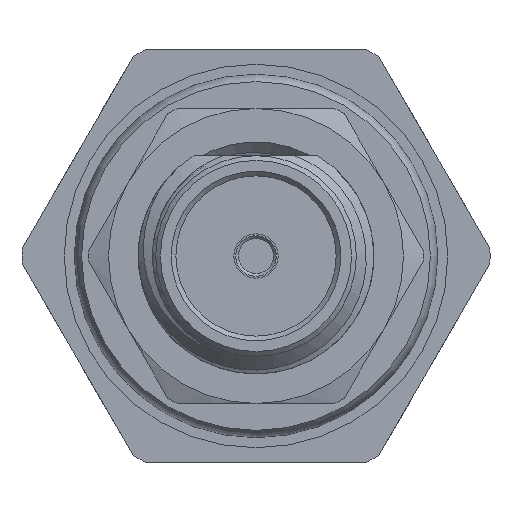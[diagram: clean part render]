
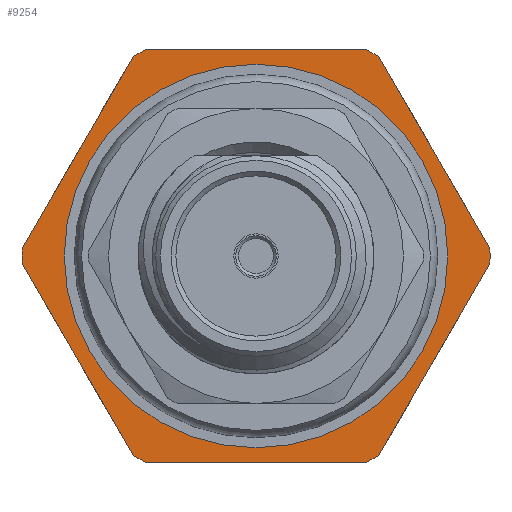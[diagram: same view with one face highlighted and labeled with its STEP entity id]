
A CAD part, left-side view. The second image highlights one B-rep face of the part: STEP entity #9254.
In plain terms, the highlighted planar face has unit normal (-1, 0, 0).
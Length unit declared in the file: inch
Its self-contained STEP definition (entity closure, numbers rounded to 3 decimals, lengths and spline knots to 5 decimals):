
#176 = VERTEX_POINT ( 'NONE', #1071 ) ;
#324 = EDGE_CURVE ( 'NONE', #3861, #5067, #938, .T. ) ;
#459 = EDGE_CURVE ( 'NONE', #3861, #4557, #15553, .T. ) ;
#480 = VERTEX_POINT ( 'NONE', #10107 ) ;
#555 = DIRECTION ( 'NONE',  ( 0., 0., -1. ) ) ;
#561 = CARTESIAN_POINT ( 'NONE',  ( 0.41667, 0.11742, -0.21875 ) ) ;
#786 = AXIS2_PLACEMENT_3D ( 'NONE', #12744, #9443, #555 ) ;
#862 = EDGE_CURVE ( 'NONE', #480, #480, #2329, .T. ) ;
#938 = CIRCLE ( 'NONE', #786, 0.24827 ) ;
#1071 = CARTESIAN_POINT ( 'NONE',  ( 0.41667, 0.11742, 0.21875 ) ) ;
#1126 = DIRECTION ( 'NONE',  ( 1., 0., 0. ) ) ;
#1236 = AXIS2_PLACEMENT_3D ( 'NONE', #21924, #16618, #11350 ) ;
#1242 = PLANE ( 'NONE',  #18442 ) ;
#1825 = DIRECTION ( 'NONE',  ( 1., 0., 0. ) ) ;
#1955 = EDGE_CURVE ( 'NONE', #22534, #176, #16398, .T. ) ;
#2030 = CARTESIAN_POINT ( 'NONE',  ( 0.41667, -0.24815, 0.00769 ) ) ;
#2132 = EDGE_CURVE ( 'NONE', #5338, #9766, #13593, .T. ) ;
#2329 = CIRCLE ( 'NONE', #12160, 0.20345 ) ;
#2335 = DIRECTION ( 'NONE',  ( 1., 0., 0. ) ) ;
#2719 = LINE ( 'NONE', #4113, #17059 ) ;
#3018 = EDGE_LOOP ( 'NONE', ( #7683 ) ) ;
#3144 = VECTOR ( 'NONE', #5532, 39.37008 ) ;
#3323 = DIRECTION ( 'NONE',  ( -1., 0., 0. ) ) ;
#3583 = EDGE_CURVE ( 'NONE', #5338, #11390, #4500, .T. ) ;
#3861 = VERTEX_POINT ( 'NONE', #2030 ) ;
#4113 = CARTESIAN_POINT ( 'NONE',  ( 0.41667, -0.13858, -0.19747 ) ) ;
#4153 = ORIENTED_EDGE ( 'NONE', *, *, #3583, .T. ) ;
#4500 = LINE ( 'NONE', #13788, #7802 ) ;
#4557 = VERTEX_POINT ( 'NONE', #19515 ) ;
#4679 = EDGE_CURVE ( 'NONE', #22534, #4557, #11636, .T. ) ;
#4780 = AXIS2_PLACEMENT_3D ( 'NONE', #5290, #1825, #21333 ) ;
#4903 = EDGE_LOOP ( 'NONE', ( #14002, #13253, #15192, #17726, #13389, #14984, #4153, #9714, #10020, #14071, #11147, #14511 ) ) ;
#5067 = VERTEX_POINT ( 'NONE', #16187 ) ;
#5073 = DIRECTION ( 'NONE',  ( 0., 0., -1. ) ) ;
#5290 = CARTESIAN_POINT ( 'NONE',  ( 0.41667, 0., 0. ) ) ;
#5338 = VERTEX_POINT ( 'NONE', #8676 ) ;
#5510 = CIRCLE ( 'NONE', #7387, 0.24827 ) ;
#5517 = CIRCLE ( 'NONE', #11648, 0.24827 ) ;
#5532 = DIRECTION ( 'NONE',  ( 0., 1., 0. ) ) ;
#6715 = DIRECTION ( 'NONE',  ( 0., -0.5, -0.866 ) ) ;
#7387 = AXIS2_PLACEMENT_3D ( 'NONE', #13091, #2335, #7793 ) ;
#7683 = ORIENTED_EDGE ( 'NONE', *, *, #862, .T. ) ;
#7733 = CARTESIAN_POINT ( 'NONE',  ( 0.41667, -0.13858, 0.19747 ) ) ;
#7793 = DIRECTION ( 'NONE',  ( 0., 0., -1. ) ) ;
#7802 = VECTOR ( 'NONE', #6715, 39.37008 ) ;
#7825 = CARTESIAN_POINT ( 'NONE',  ( 0.41667, 0.13073, -0.21106 ) ) ;
#8058 = EDGE_CURVE ( 'NONE', #19550, #16864, #22656, .T. ) ;
#8463 = CARTESIAN_POINT ( 'NONE',  ( 0.41667, 0., 0. ) ) ;
#8676 = CARTESIAN_POINT ( 'NONE',  ( 0.41667, 0.24815, -0.00769 ) ) ;
#9254 = ADVANCED_FACE ( 'NONE', ( #19640, #12980 ), #1242, .T. ) ;
#9443 = DIRECTION ( 'NONE',  ( 1., 0., 0. ) ) ;
#9714 = ORIENTED_EDGE ( 'NONE', *, *, #12575, .F. ) ;
#9766 = VERTEX_POINT ( 'NONE', #11217 ) ;
#9894 = DIRECTION ( 'NONE',  ( 0., -1., 0. ) ) ;
#9961 = CARTESIAN_POINT ( 'NONE',  ( 0.41667, -0.11742, 0.21875 ) ) ;
#10020 = ORIENTED_EDGE ( 'NONE', *, *, #8058, .T. ) ;
#10107 = CARTESIAN_POINT ( 'NONE',  ( 0.41667, 0., -0.20345 ) ) ;
#10491 = CARTESIAN_POINT ( 'NONE',  ( 0.41667, 0., 0. ) ) ;
#11147 = ORIENTED_EDGE ( 'NONE', *, *, #20106, .T. ) ;
#11217 = CARTESIAN_POINT ( 'NONE',  ( 0.41667, 0.24815, 0.00769 ) ) ;
#11350 = DIRECTION ( 'NONE',  ( 0., 0., -1. ) ) ;
#11390 = VERTEX_POINT ( 'NONE', #7825 ) ;
#11636 = CIRCLE ( 'NONE', #1236, 0.24827 ) ;
#11648 = AXIS2_PLACEMENT_3D ( 'NONE', #18651, #1126, #18798 ) ;
#12016 = CARTESIAN_POINT ( 'NONE',  ( 0.41667, 0.20345, 0. ) ) ;
#12160 = AXIS2_PLACEMENT_3D ( 'NONE', #10491, #20986, #19391 ) ;
#12575 = EDGE_CURVE ( 'NONE', #19550, #11390, #20436, .T. ) ;
#12744 = CARTESIAN_POINT ( 'NONE',  ( 0.41667, 0., 0. ) ) ;
#12980 = FACE_OUTER_BOUND ( 'NONE', #4903, .T. ) ;
#13091 = CARTESIAN_POINT ( 'NONE',  ( 0.41667, 0., 0. ) ) ;
#13253 = ORIENTED_EDGE ( 'NONE', *, *, #4679, .F. ) ;
#13389 = ORIENTED_EDGE ( 'NONE', *, *, #13508, .T. ) ;
#13508 = EDGE_CURVE ( 'NONE', #16348, #9766, #15982, .T. ) ;
#13524 = VECTOR ( 'NONE', #9894, 39.37008 ) ;
#13593 = CIRCLE ( 'NONE', #4780, 0.24827 ) ;
#13761 = VERTEX_POINT ( 'NONE', #21020 ) ;
#13788 = CARTESIAN_POINT ( 'NONE',  ( 0.41667, 0.24031, -0.02128 ) ) ;
#14002 = ORIENTED_EDGE ( 'NONE', *, *, #459, .T. ) ;
#14071 = ORIENTED_EDGE ( 'NONE', *, *, #14184, .F. ) ;
#14184 = EDGE_CURVE ( 'NONE', #13761, #16864, #5510, .T. ) ;
#14511 = ORIENTED_EDGE ( 'NONE', *, *, #324, .F. ) ;
#14984 = ORIENTED_EDGE ( 'NONE', *, *, #2132, .F. ) ;
#15192 = ORIENTED_EDGE ( 'NONE', *, *, #1955, .T. ) ;
#15533 = DIRECTION ( 'NONE',  ( 0., 0.5, -0.866 ) ) ;
#15553 = LINE ( 'NONE', #7733, #19735 ) ;
#15982 = LINE ( 'NONE', #22103, #17100 ) ;
#16187 = CARTESIAN_POINT ( 'NONE',  ( 0.41667, -0.24815, -0.00769 ) ) ;
#16239 = AXIS2_PLACEMENT_3D ( 'NONE', #8463, #17500, #5073 ) ;
#16305 = DIRECTION ( 'NONE',  ( 0., 0.5, 0.866 ) ) ;
#16348 = VERTEX_POINT ( 'NONE', #16976 ) ;
#16398 = LINE ( 'NONE', #17882, #3144 ) ;
#16618 = DIRECTION ( 'NONE',  ( 1., 0., 0. ) ) ;
#16864 = VERTEX_POINT ( 'NONE', #19444 ) ;
#16976 = CARTESIAN_POINT ( 'NONE',  ( 0.41667, 0.13073, 0.21106 ) ) ;
#17059 = VECTOR ( 'NONE', #18228, 39.37008 ) ;
#17100 = VECTOR ( 'NONE', #15533, 39.37008 ) ;
#17500 = DIRECTION ( 'NONE',  ( 1., 0., 0. ) ) ;
#17726 = ORIENTED_EDGE ( 'NONE', *, *, #17848, .F. ) ;
#17848 = EDGE_CURVE ( 'NONE', #16348, #176, #5517, .T. ) ;
#17882 = CARTESIAN_POINT ( 'NONE',  ( 0.41667, 0.20345, 0.21875 ) ) ;
#18228 = DIRECTION ( 'NONE',  ( 0., -0.5, 0.866 ) ) ;
#18442 = AXIS2_PLACEMENT_3D ( 'NONE', #12016, #3323, #19154 ) ;
#18651 = CARTESIAN_POINT ( 'NONE',  ( 0.41667, 0., 0. ) ) ;
#18779 = CARTESIAN_POINT ( 'NONE',  ( 0.41667, 0.20345, -0.21875 ) ) ;
#18798 = DIRECTION ( 'NONE',  ( 0., 0., -1. ) ) ;
#19154 = DIRECTION ( 'NONE',  ( 0., 0., 1. ) ) ;
#19391 = DIRECTION ( 'NONE',  ( 0., 0., -1. ) ) ;
#19444 = CARTESIAN_POINT ( 'NONE',  ( 0.41667, -0.11742, -0.21875 ) ) ;
#19515 = CARTESIAN_POINT ( 'NONE',  ( 0.41667, -0.13073, 0.21106 ) ) ;
#19550 = VERTEX_POINT ( 'NONE', #561 ) ;
#19640 = FACE_BOUND ( 'NONE', #3018, .T. ) ;
#19735 = VECTOR ( 'NONE', #16305, 39.37008 ) ;
#20106 = EDGE_CURVE ( 'NONE', #13761, #5067, #2719, .T. ) ;
#20436 = CIRCLE ( 'NONE', #16239, 0.24827 ) ;
#20986 = DIRECTION ( 'NONE',  ( 1., 0., 0. ) ) ;
#21020 = CARTESIAN_POINT ( 'NONE',  ( 0.41667, -0.13073, -0.21106 ) ) ;
#21333 = DIRECTION ( 'NONE',  ( 0., 0., -1. ) ) ;
#21924 = CARTESIAN_POINT ( 'NONE',  ( 0.41667, 0., 0. ) ) ;
#22103 = CARTESIAN_POINT ( 'NONE',  ( 0.41667, 0.24031, 0.02128 ) ) ;
#22534 = VERTEX_POINT ( 'NONE', #9961 ) ;
#22656 = LINE ( 'NONE', #18779, #13524 ) ;
